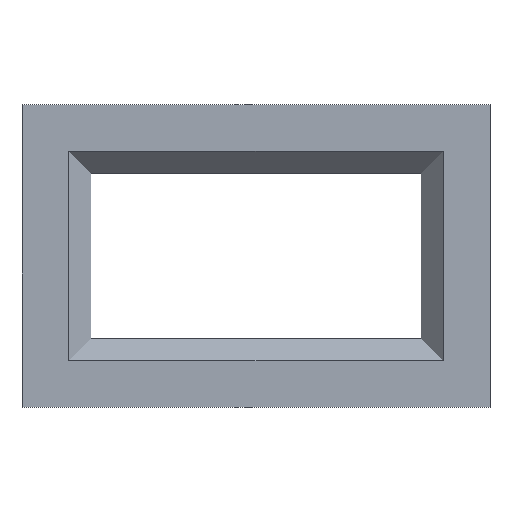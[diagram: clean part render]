
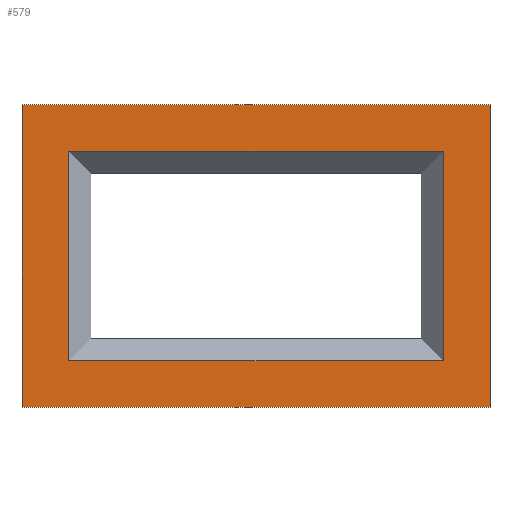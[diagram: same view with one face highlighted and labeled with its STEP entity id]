
A CAD part, top view. The second image highlights one B-rep face of the part: STEP entity #579.
In plain terms, the highlighted free-form (B-spline) face has degree [1, 1] with [2, 2] control points.
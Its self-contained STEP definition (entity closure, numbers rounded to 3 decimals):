
#579 = ADVANCED_FACE('',(#580,#610),#640,.T.);
#580 = FACE_BOUND('',#581,.T.);
#581 = EDGE_LOOP('',(#582,#591,#598,#605));
#582 = ORIENTED_EDGE('',*,*,#583,.T.);
#583 = EDGE_CURVE('',#584,#586,#588,.T.);
#584 = VERTEX_POINT('',#585);
#585 = CARTESIAN_POINT('',(-39.643,22.153,
    11.66));
#586 = VERTEX_POINT('',#587);
#587 = CARTESIAN_POINT('',(39.643,22.153,
    11.66));
#588 = B_SPLINE_CURVE_WITH_KNOTS('',1,(#589,#590),.UNSPECIFIED.,.F.,.F.,
  (2,2),(-34.,34.),.PIECEWISE_BEZIER_KNOTS.);
#589 = CARTESIAN_POINT('',(-39.643,22.153,
    11.66));
#590 = CARTESIAN_POINT('',(39.643,22.153,
    11.66));
#591 = ORIENTED_EDGE('',*,*,#592,.T.);
#592 = EDGE_CURVE('',#586,#593,#595,.T.);
#593 = VERTEX_POINT('',#594);
#594 = CARTESIAN_POINT('',(39.643,-22.153,
    11.66));
#595 = B_SPLINE_CURVE_WITH_KNOTS('',1,(#596,#597),.UNSPECIFIED.,.F.,.F.,
  (2,2),(-19.,19.),.PIECEWISE_BEZIER_KNOTS.);
#596 = CARTESIAN_POINT('',(39.643,22.153,
    11.66));
#597 = CARTESIAN_POINT('',(39.643,-22.153,
    11.66));
#598 = ORIENTED_EDGE('',*,*,#599,.T.);
#599 = EDGE_CURVE('',#593,#600,#602,.T.);
#600 = VERTEX_POINT('',#601);
#601 = CARTESIAN_POINT('',(-39.643,-22.153,
    11.66));
#602 = B_SPLINE_CURVE_WITH_KNOTS('',1,(#603,#604),.UNSPECIFIED.,.F.,.F.,
  (2,2),(-34.,34.),.PIECEWISE_BEZIER_KNOTS.);
#603 = CARTESIAN_POINT('',(39.643,-22.153,
    11.66));
#604 = CARTESIAN_POINT('',(-39.643,-22.153,
    11.66));
#605 = ORIENTED_EDGE('',*,*,#606,.T.);
#606 = EDGE_CURVE('',#600,#584,#607,.T.);
#607 = B_SPLINE_CURVE_WITH_KNOTS('',1,(#608,#609),.UNSPECIFIED.,.F.,.F.,
  (2,2),(-19.,19.),.PIECEWISE_BEZIER_KNOTS.);
#608 = CARTESIAN_POINT('',(-39.643,-22.153,
    11.66));
#609 = CARTESIAN_POINT('',(-39.643,22.153,
    11.66));
#610 = FACE_BOUND('',#611,.T.);
#611 = EDGE_LOOP('',(#612,#621,#628,#635));
#612 = ORIENTED_EDGE('',*,*,#613,.T.);
#613 = EDGE_CURVE('',#614,#616,#618,.T.);
#614 = VERTEX_POINT('',#615);
#615 = CARTESIAN_POINT('',(-49.553,32.064,
    11.66));
#616 = VERTEX_POINT('',#617);
#617 = CARTESIAN_POINT('',(-49.553,-32.064,
    11.66));
#618 = B_SPLINE_CURVE_WITH_KNOTS('',1,(#619,#620),.UNSPECIFIED.,.F.,.F.,
  (2,2),(0.,55.),.PIECEWISE_BEZIER_KNOTS.);
#619 = CARTESIAN_POINT('',(-49.553,32.064,
    11.66));
#620 = CARTESIAN_POINT('',(-49.553,-32.064,
    11.66));
#621 = ORIENTED_EDGE('',*,*,#622,.T.);
#622 = EDGE_CURVE('',#616,#623,#625,.T.);
#623 = VERTEX_POINT('',#624);
#624 = CARTESIAN_POINT('',(49.553,-32.064,
    11.66));
#625 = B_SPLINE_CURVE_WITH_KNOTS('',1,(#626,#627),.UNSPECIFIED.,.F.,.F.,
  (2,2),(0.,85.),.PIECEWISE_BEZIER_KNOTS.);
#626 = CARTESIAN_POINT('',(-49.553,-32.064,
    11.66));
#627 = CARTESIAN_POINT('',(49.553,-32.064,
    11.66));
#628 = ORIENTED_EDGE('',*,*,#629,.T.);
#629 = EDGE_CURVE('',#623,#630,#632,.T.);
#630 = VERTEX_POINT('',#631);
#631 = CARTESIAN_POINT('',(49.553,32.064,
    11.66));
#632 = B_SPLINE_CURVE_WITH_KNOTS('',1,(#633,#634),.UNSPECIFIED.,.F.,.F.,
  (2,2),(-55.,0.),.PIECEWISE_BEZIER_KNOTS.);
#633 = CARTESIAN_POINT('',(49.553,-32.064,
    11.66));
#634 = CARTESIAN_POINT('',(49.553,32.064,
    11.66));
#635 = ORIENTED_EDGE('',*,*,#636,.T.);
#636 = EDGE_CURVE('',#630,#614,#637,.T.);
#637 = B_SPLINE_CURVE_WITH_KNOTS('',1,(#638,#639),.UNSPECIFIED.,.F.,.F.,
  (2,2),(-85.,-0.),.PIECEWISE_BEZIER_KNOTS.);
#638 = CARTESIAN_POINT('',(49.553,32.064,
    11.66));
#639 = CARTESIAN_POINT('',(-49.553,32.064,
    11.66));
#640 = B_SPLINE_SURFACE_WITH_KNOTS('',1,1,(
    (#641,#642)
    ,(#643,#644
    )),.UNSPECIFIED.,.F.,.F.,.F.,(2,2),(2,2),(-42.5,42.5),(-27.5,27.5),
  .PIECEWISE_BEZIER_KNOTS.);
#641 = CARTESIAN_POINT('',(-49.553,-32.064,
    11.66));
#642 = CARTESIAN_POINT('',(-49.553,32.064,
    11.66));
#643 = CARTESIAN_POINT('',(49.553,-32.064,
    11.66));
#644 = CARTESIAN_POINT('',(49.553,32.064,
    11.66));
